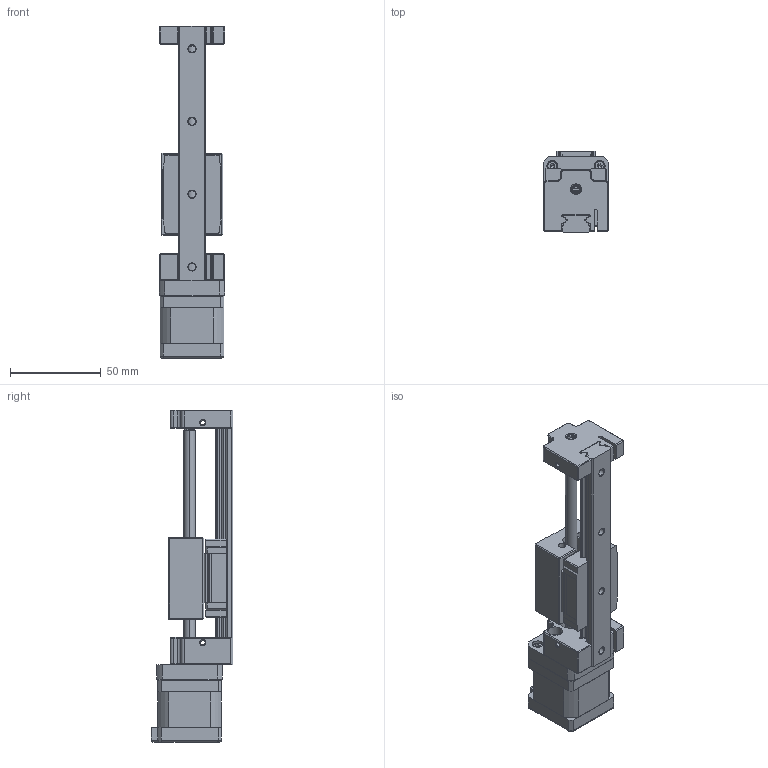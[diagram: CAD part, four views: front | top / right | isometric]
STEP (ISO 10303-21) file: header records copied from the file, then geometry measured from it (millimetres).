
FILE_DESCRIPTION (( 'STEP AP203' ), '1' );
FILE_NAME ('MS35-3C20T-LAC1-50-0.STEP', '2019-04-30T00:43:43', ( '' ), ( '' ), 'SwSTEP 2.0', 'SolidWorks 2014', '' );
FILE_SCHEMA (( 'CONFIG_CONTROL_DESIGN' ));
Length unit declared in the file: inch
Products named in the file (1): MS35-3C20T-LAC1-50-0
Bounding box: 36 x 44.96 x 182.6 mm (x, y, z)
Surface area: 40207.1 mm2 (no closed solid volume)
Topology: 0 solids, 26 shells, 642 faces, 1930 edges, 1287 vertices
Faces by surface type: plane 316, cylinder 172, cone 132, torus 14, sphere 8
Entity records: 22046 total; most frequent: CARTESIAN_POINT 4536, DIRECTION 3740, ORIENTED_EDGE 3342, EDGE_CURVE 1922, AXIS2_PLACEMENT_3D 1299, VERTEX_POINT 1287, LINE 1142, VECTOR 1142
